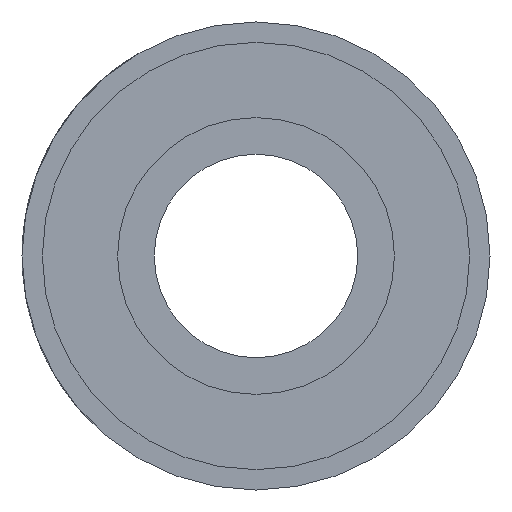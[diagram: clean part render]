
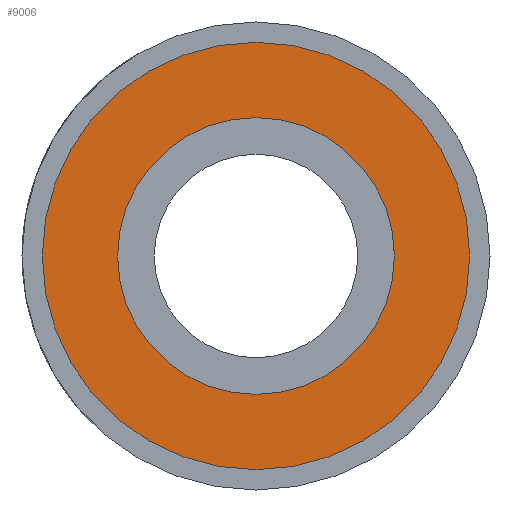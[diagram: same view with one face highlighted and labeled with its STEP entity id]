
A CAD part, left-side view. The second image highlights one B-rep face of the part: STEP entity #9006.
In plain terms, the highlighted planar face has unit normal (-1, 0, 0).
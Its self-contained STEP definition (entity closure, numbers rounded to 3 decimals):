
#166 = CARTESIAN_POINT ( 'NONE',  ( 0., 0., 0. ) ) ;
#417 = ORIENTED_EDGE ( 'NONE', *, *, #3140, .F. ) ;
#465 = EDGE_CURVE ( 'NONE', #7387, #2159, #2664, .T. ) ;
#526 = CARTESIAN_POINT ( 'NONE',  ( 0., 0., 6.8 ) ) ;
#2159 = VERTEX_POINT ( 'NONE', #9300 ) ;
#2390 = DIRECTION ( 'NONE',  ( 1., 0., 0. ) ) ;
#2453 = VERTEX_POINT ( 'NONE', #526 ) ;
#2609 = VERTEX_POINT ( 'NONE', #3687 ) ;
#2664 = CIRCLE ( 'NONE', #8382, 10.5 ) ;
#2792 = ORIENTED_EDGE ( 'NONE', *, *, #3419, .F. ) ;
#2946 = EDGE_CURVE ( 'NONE', #2159, #7387, #4013, .T. ) ;
#3125 = DIRECTION ( 'NONE',  ( -1., 0., 0. ) ) ;
#3140 = EDGE_CURVE ( 'NONE', #2453, #2609, #6423, .T. ) ;
#3419 = EDGE_CURVE ( 'NONE', #2609, #2453, #7819, .T. ) ;
#3687 = CARTESIAN_POINT ( 'NONE',  ( 0., 0., -6.8 ) ) ;
#3993 = DIRECTION ( 'NONE',  ( 0., 0., 1. ) ) ;
#4013 = CIRCLE ( 'NONE', #5576, 10.5 ) ;
#4285 = AXIS2_PLACEMENT_3D ( 'NONE', #4610, #2390, #5340 ) ;
#4571 = CARTESIAN_POINT ( 'NONE',  ( 0., 0., 0. ) ) ;
#4577 = DIRECTION ( 'NONE',  ( -1., 0., 0. ) ) ;
#4610 = CARTESIAN_POINT ( 'NONE',  ( 0., 0., 0. ) ) ;
#4642 = CARTESIAN_POINT ( 'NONE',  ( 0., 0., -10.5 ) ) ;
#4915 = DIRECTION ( 'NONE',  ( -1., 0., 0. ) ) ;
#4961 = DIRECTION ( 'NONE',  ( 0., 0., -1. ) ) ;
#5308 = DIRECTION ( 'NONE',  ( 0., 0., 1. ) ) ;
#5340 = DIRECTION ( 'NONE',  ( 0., 0., -1. ) ) ;
#5557 = EDGE_LOOP ( 'NONE', ( #6616, #6657 ) ) ;
#5576 = AXIS2_PLACEMENT_3D ( 'NONE', #166, #4577, #5308 ) ;
#5884 = PLANE ( 'NONE',  #4285 ) ;
#6067 = FACE_BOUND ( 'NONE', #9305, .T. ) ;
#6104 = AXIS2_PLACEMENT_3D ( 'NONE', #6513, #4915, #4961 ) ;
#6133 = DIRECTION ( 'NONE',  ( 0., 0., -1. ) ) ;
#6423 = CIRCLE ( 'NONE', #8603, 6.8 ) ;
#6513 = CARTESIAN_POINT ( 'NONE',  ( 0., 0., 0. ) ) ;
#6616 = ORIENTED_EDGE ( 'NONE', *, *, #2946, .T. ) ;
#6657 = ORIENTED_EDGE ( 'NONE', *, *, #465, .T. ) ;
#7387 = VERTEX_POINT ( 'NONE', #4642 ) ;
#7819 = CIRCLE ( 'NONE', #6104, 6.8 ) ;
#8382 = AXIS2_PLACEMENT_3D ( 'NONE', #4571, #3125, #3993 ) ;
#8470 = CARTESIAN_POINT ( 'NONE',  ( 0., 0., 0. ) ) ;
#8603 = AXIS2_PLACEMENT_3D ( 'NONE', #8470, #9286, #6133 ) ;
#9006 = ADVANCED_FACE ( 'NONE', ( #6067, #9029 ), #5884, .F. ) ;
#9029 = FACE_OUTER_BOUND ( 'NONE', #5557, .T. ) ;
#9286 = DIRECTION ( 'NONE',  ( -1., 0., 0. ) ) ;
#9300 = CARTESIAN_POINT ( 'NONE',  ( 0., 0., 10.5 ) ) ;
#9305 = EDGE_LOOP ( 'NONE', ( #417, #2792 ) ) ;
